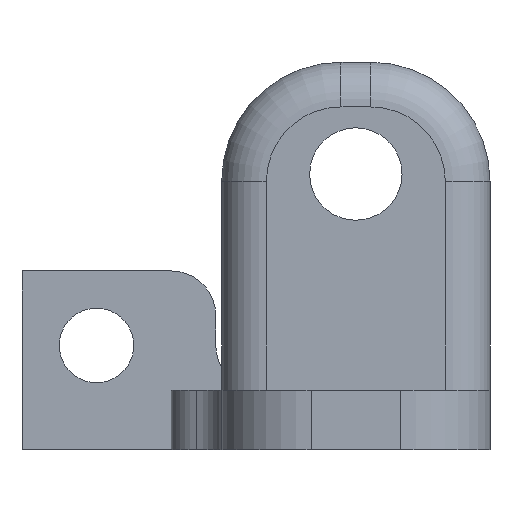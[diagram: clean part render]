
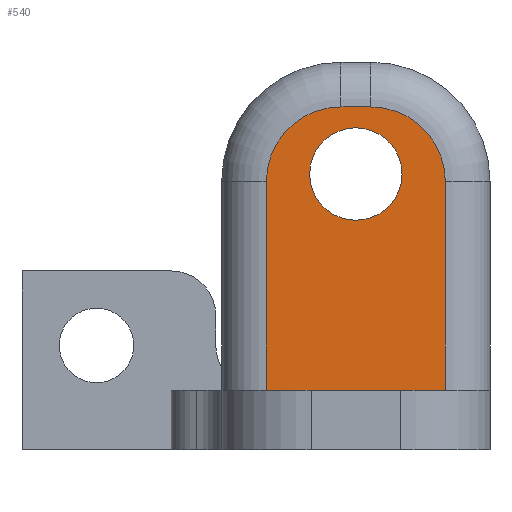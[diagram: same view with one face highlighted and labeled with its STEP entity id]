
A CAD part, left-side view. The second image highlights one B-rep face of the part: STEP entity #540.
In plain terms, the highlighted planar face has unit normal (-1, 0, 0).
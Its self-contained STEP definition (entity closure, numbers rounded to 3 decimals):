
#397=CARTESIAN_POINT('Line Origine',(-15.8,3.,6.7)) ;
#401=CARTESIAN_POINT('Vertex',(-15.8,3.,2.)) ;
#403=CARTESIAN_POINT('Vertex',(-15.8,3.,9.)) ;
#463=CARTESIAN_POINT('Vertex',(-15.8,-3.,9.)) ;
#466=CARTESIAN_POINT('Line Origine',(-15.8,-3.,6.7)) ;
#470=CARTESIAN_POINT('Vertex',(-15.8,-3.,2.)) ;
#485=CARTESIAN_POINT('Axis2P3D Location',(-15.8,-4.5,2.)) ;
#490=CARTESIAN_POINT('Axis2P3D Location',(-15.8,-0.5,9.)) ;
#494=CARTESIAN_POINT('Vertex',(-15.8,-0.5,11.5)) ;
#497=CARTESIAN_POINT('Line Origine',(-15.8,0.,11.5)) ;
#501=CARTESIAN_POINT('Vertex',(-15.8,0.5,11.5)) ;
#504=CARTESIAN_POINT('Axis2P3D Location',(-15.8,0.5,9.)) ;
#509=CARTESIAN_POINT('Line Origine',(-15.8,0.,2.)) ;
#522=CARTESIAN_POINT('Axis2P3D Location',(-15.8,0.,9.25)) ;
#526=CARTESIAN_POINT('Vertex',(-15.8,-1.55,9.25)) ;
#528=CARTESIAN_POINT('Vertex',(-15.8,1.55,9.25)) ;
#531=CARTESIAN_POINT('Axis2P3D Location',(-15.8,0.,9.25)) ;
#399=VECTOR('Line Direction',#398,1.) ;
#468=VECTOR('Line Direction',#467,1.) ;
#499=VECTOR('Line Direction',#498,1.) ;
#511=VECTOR('Line Direction',#510,1.) ;
#398=DIRECTION('Vector Direction',(0.,0.,1.)) ;
#467=DIRECTION('Vector Direction',(0.,0.,1.)) ;
#486=DIRECTION('Axis2P3D Direction',(1.,0.,0.)) ;
#487=DIRECTION('Axis2P3D XDirection',(0.,1.,0.)) ;
#491=DIRECTION('Axis2P3D Direction',(1.,0.,0.)) ;
#498=DIRECTION('Vector Direction',(0.,1.,0.)) ;
#505=DIRECTION('Axis2P3D Direction',(1.,0.,0.)) ;
#510=DIRECTION('Vector Direction',(0.,1.,0.)) ;
#523=DIRECTION('Axis2P3D Direction',(1.,0.,0.)) ;
#532=DIRECTION('Axis2P3D Direction',(1.,0.,0.)) ;
#488=AXIS2_PLACEMENT_3D('Plane Axis2P3D',#485,#486,#487) ;
#492=AXIS2_PLACEMENT_3D('Circle Axis2P3D',#490,#491,$) ;
#506=AXIS2_PLACEMENT_3D('Circle Axis2P3D',#504,#505,$) ;
#524=AXIS2_PLACEMENT_3D('Circle Axis2P3D',#522,#523,$) ;
#533=AXIS2_PLACEMENT_3D('Circle Axis2P3D',#531,#532,$) ;
#400=LINE('Line',#397,#399) ;
#469=LINE('Line',#466,#468) ;
#500=LINE('Line',#497,#499) ;
#512=LINE('Line',#509,#511) ;
#493=CIRCLE('generated circle',#492,2.5) ;
#507=CIRCLE('generated circle',#506,2.5) ;
#525=CIRCLE('generated circle',#524,1.55) ;
#534=CIRCLE('generated circle',#533,1.55) ;
#489=PLANE('',#488) ;
#539=FACE_BOUND('',#536,.T.) ;
#405=EDGE_CURVE('',#402,#404,#400,.T.) ;
#472=EDGE_CURVE('',#464,#471,#469,.F.) ;
#496=EDGE_CURVE('',#495,#464,#493,.T.) ;
#503=EDGE_CURVE('',#502,#495,#500,.F.) ;
#508=EDGE_CURVE('',#404,#502,#507,.T.) ;
#513=EDGE_CURVE('',#402,#471,#512,.F.) ;
#530=EDGE_CURVE('',#527,#529,#525,.T.) ;
#535=EDGE_CURVE('',#529,#527,#534,.T.) ;
#515=ORIENTED_EDGE('',*,*,#472,.F.) ;
#516=ORIENTED_EDGE('',*,*,#496,.F.) ;
#517=ORIENTED_EDGE('',*,*,#503,.F.) ;
#518=ORIENTED_EDGE('',*,*,#508,.F.) ;
#519=ORIENTED_EDGE('',*,*,#405,.F.) ;
#520=ORIENTED_EDGE('',*,*,#513,.T.) ;
#537=ORIENTED_EDGE('',*,*,#530,.T.) ;
#538=ORIENTED_EDGE('',*,*,#535,.T.) ;
#514=EDGE_LOOP('',(#515,#516,#517,#518,#519,#520)) ;
#536=EDGE_LOOP('',(#537,#538)) ;
#402=VERTEX_POINT('',#401) ;
#404=VERTEX_POINT('',#403) ;
#464=VERTEX_POINT('',#463) ;
#471=VERTEX_POINT('',#470) ;
#495=VERTEX_POINT('',#494) ;
#502=VERTEX_POINT('',#501) ;
#527=VERTEX_POINT('',#526) ;
#529=VERTEX_POINT('',#528) ;
#540=ADVANCED_FACE('PartBody',(#521,#539),#489,.F.) ;
#521=FACE_OUTER_BOUND('',#514,.T.) ;
